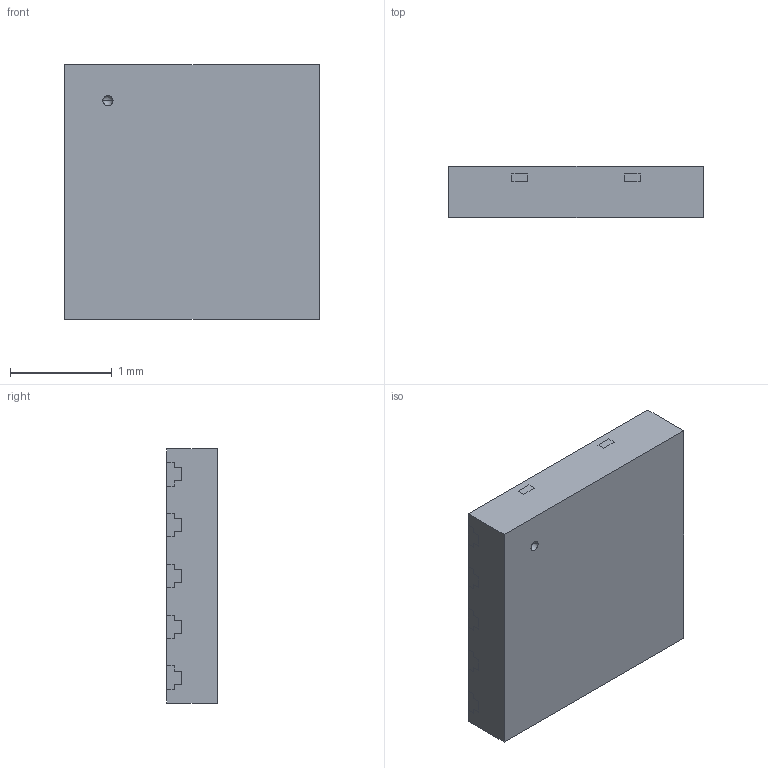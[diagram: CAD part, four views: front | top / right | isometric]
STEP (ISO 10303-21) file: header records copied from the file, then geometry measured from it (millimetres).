
FILE_DESCRIPTION((''),'2;1');
FILE_NAME('DFNWB_ASM','2017-08-01T',('JinghuaXue'),(''),'PRO/ENGINEER BY PARAMETRIC TECHNOLOGY CORPORATION, 2013040','PRO/ENGINEER BY PARAMETRIC TECHNOLOGY CORPORATION, 2013040','');
FILE_SCHEMA(('CONFIG_CONTROL_DESIGN'));
Length unit declared in the file: millimetre
Products named in the file (5): KUANGJIA; XINPIAN; JIAO; MOLD; DFNWB_ASM
Assembly tree (4 placements, depth 2):
  DFNWB_ASM
    KUANGJIA
    XINPIAN
    JIAO
    MOLD
Bounding box: 2.5 x 0.5 x 2.5 mm (x, y, z)
Volume: 3.1 mm3; surface area: 46.9 mm2
Topology: 14 solids, 14 shells, 670 faces, 1881 edges, 1253 vertices
Faces by surface type: plane 602, cylinder 42, bspline 20, extrusion 4, sphere 2
Entity records: 23903 total; most frequent: CARTESIAN_POINT 6630, ORIENTED_EDGE 3758, DIRECTION 3181, EDGE_CURVE 1879, VECTOR 1695, LINE 1691, VERTEX_POINT 1253, AXIS2_PLACEMENT_3D 743
